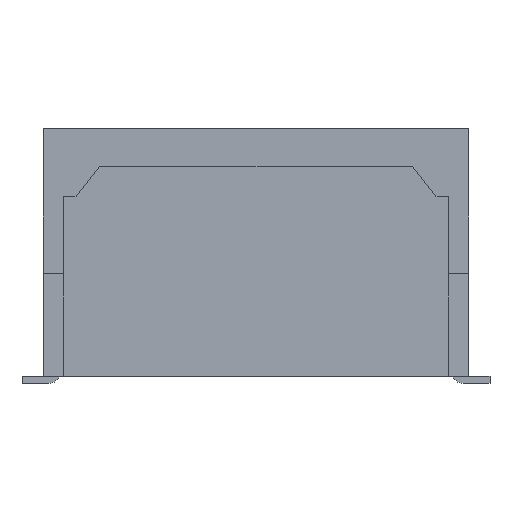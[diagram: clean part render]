
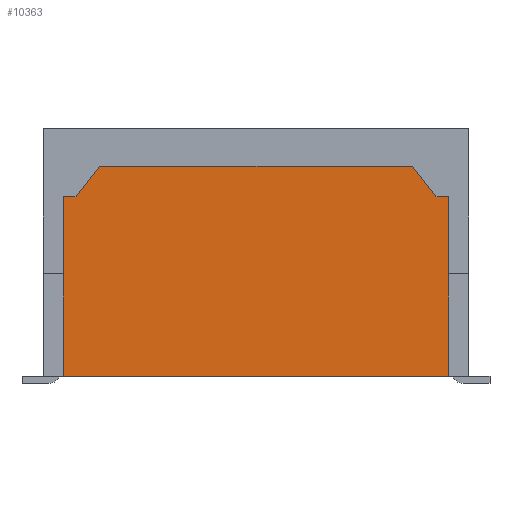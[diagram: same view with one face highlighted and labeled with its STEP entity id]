
A CAD part, front view. The second image highlights one B-rep face of the part: STEP entity #10363.
In plain terms, the highlighted face is planar.
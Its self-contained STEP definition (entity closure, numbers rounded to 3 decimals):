
#589=PLANE('',#11005);
#1579=LINE('',#16701,#2654);
#1602=LINE('',#16749,#2677);
#1637=LINE('',#16821,#2712);
#1641=LINE('',#16830,#2716);
#1644=LINE('',#16836,#2719);
#1661=LINE('',#16869,#2736);
#1662=LINE('',#16870,#2737);
#1663=LINE('',#16871,#2738);
#2654=VECTOR('',#13102,1000.);
#2677=VECTOR('',#13141,1000.);
#2712=VECTOR('',#13198,1000.);
#2716=VECTOR('',#13204,1000.);
#2719=VECTOR('',#13209,1000.);
#2736=VECTOR('',#13238,1000.);
#2737=VECTOR('',#13239,1000.);
#2738=VECTOR('',#13240,1000.);
#5092=ORIENTED_EDGE('',*,*,#6645,.F.);
#5093=ORIENTED_EDGE('',*,*,#6563,.T.);
#5094=ORIENTED_EDGE('',*,*,#6646,.T.);
#5095=ORIENTED_EDGE('',*,*,#6586,.T.);
#5096=ORIENTED_EDGE('',*,*,#6647,.F.);
#5097=ORIENTED_EDGE('',*,*,#6621,.F.);
#5098=ORIENTED_EDGE('',*,*,#6625,.F.);
#5099=ORIENTED_EDGE('',*,*,#6628,.F.);
#6563=EDGE_CURVE('',#7466,#7465,#1579,.T.);
#6586=EDGE_CURVE('',#7483,#7481,#1602,.T.);
#6621=EDGE_CURVE('',#7509,#7510,#1637,.T.);
#6625=EDGE_CURVE('',#7513,#7509,#1641,.T.);
#6628=EDGE_CURVE('',#7515,#7513,#1644,.T.);
#6645=EDGE_CURVE('',#7466,#7515,#1661,.T.);
#6646=EDGE_CURVE('',#7465,#7483,#1662,.T.);
#6647=EDGE_CURVE('',#7510,#7481,#1663,.T.);
#7465=VERTEX_POINT('',#16700);
#7466=VERTEX_POINT('',#16702);
#7481=VERTEX_POINT('',#16747);
#7483=VERTEX_POINT('',#16750);
#7509=VERTEX_POINT('',#16822);
#7510=VERTEX_POINT('',#16823);
#7513=VERTEX_POINT('',#16831);
#7515=VERTEX_POINT('',#16837);
#8131=EDGE_LOOP('',(#5092,#5093,#5094,#5095,#5096,#5097,#5098,#5099));
#8690=FACE_BOUND('',#8131,.T.);
#10363=ADVANCED_FACE('',(#8690),#589,.F.);
#11005=AXIS2_PLACEMENT_3D('',#16868,#13236,#13237);
#13102=DIRECTION('',(0.,0.,-1.));
#13141=DIRECTION('',(0.,0.,1.));
#13198=DIRECTION('',(0.,0.612,-0.791));
#13204=DIRECTION('',(0.,1.,0.));
#13209=DIRECTION('',(0.,0.612,0.791));
#13236=DIRECTION('',(-1.,0.,0.));
#13237=DIRECTION('',(0.,0.,1.));
#13238=DIRECTION('',(0.,1.,0.));
#13239=DIRECTION('',(0.,1.,0.));
#13240=DIRECTION('',(0.,1.,0.));
#16700=CARTESIAN_POINT('',(9.145,-6.65,0.));
#16701=CARTESIAN_POINT('',(9.145,-6.65,6.2));
#16702=CARTESIAN_POINT('',(9.145,-6.65,6.2));
#16747=CARTESIAN_POINT('',(9.145,6.65,6.2));
#16749=CARTESIAN_POINT('',(9.145,6.65,0.));
#16750=CARTESIAN_POINT('',(9.145,6.65,0.));
#16821=CARTESIAN_POINT('',(9.145,5.4,7.254));
#16822=CARTESIAN_POINT('',(9.145,5.4,7.254));
#16823=CARTESIAN_POINT('',(9.145,6.215,6.2));
#16830=CARTESIAN_POINT('',(9.145,-5.4,7.254));
#16831=CARTESIAN_POINT('',(9.145,-5.4,7.254));
#16836=CARTESIAN_POINT('',(9.145,-6.215,6.2));
#16837=CARTESIAN_POINT('',(9.145,-6.215,6.2));
#16868=CARTESIAN_POINT('',(9.145,-7.35,0.));
#16869=CARTESIAN_POINT('',(9.145,-7.35,6.2));
#16870=CARTESIAN_POINT('',(9.145,-7.35,0.));
#16871=CARTESIAN_POINT('',(9.145,-7.35,6.2));
